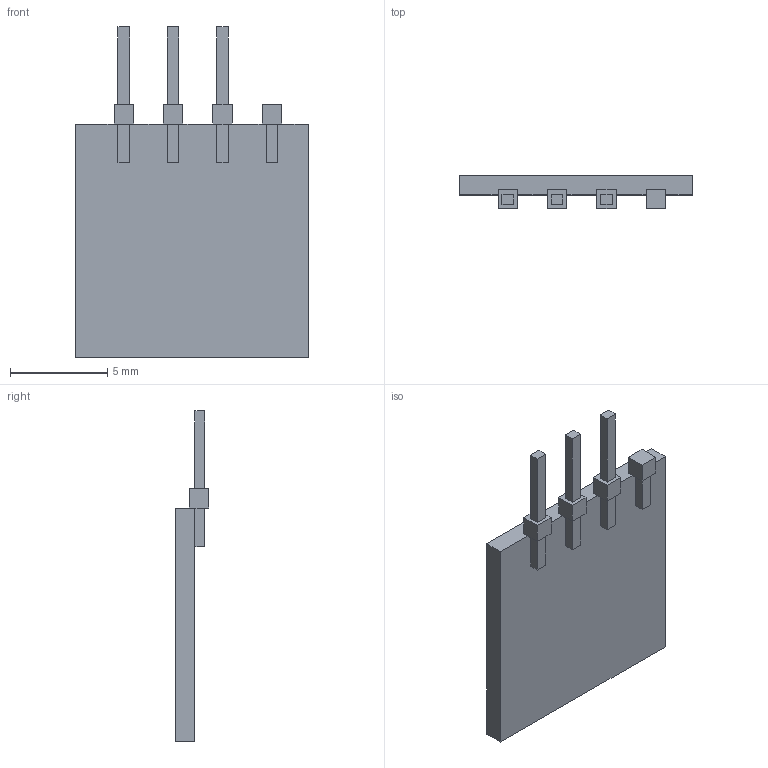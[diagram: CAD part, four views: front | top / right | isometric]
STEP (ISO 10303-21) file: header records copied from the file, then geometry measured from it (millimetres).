
FILE_DESCRIPTION (( 'STEP AP214' ), '1' );
FILE_NAME ('Board with pins.STEP', '2016-09-24T16:24:26', ( '' ), ( '' ), 'SwSTEP 2.0', 'SolidWorks 2014', '' );
FILE_SCHEMA (( 'AUTOMOTIVE_DESIGN' ));
Length unit declared in the file: millimetre
Products named in the file (1): Board with pins
Bounding box: 12 x 1.7 x 17 mm (x, y, z)
Volume: 154 mm3; surface area: 392 mm2
Topology: 1 solids, 1 shells, 61 faces, 160 edges, 104 vertices
Faces by surface type: plane 61
Entity records: 2194 total; most frequent: CARTESIAN_POINT 326, ORIENTED_EDGE 320, DIRECTION 284, EDGE_CURVE 160, LINE 160, VECTOR 160, VERTEX_POINT 104, EDGE_LOOP 64
